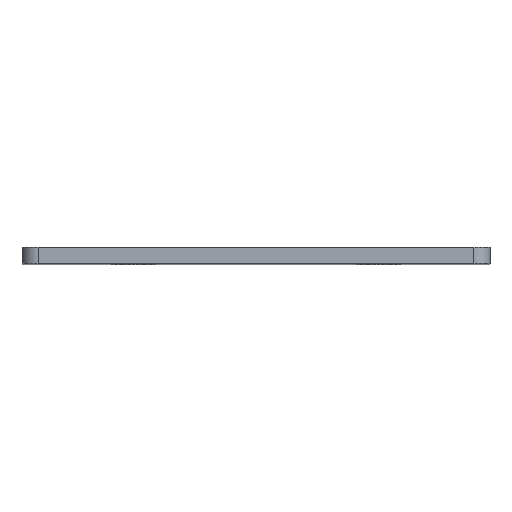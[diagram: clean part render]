
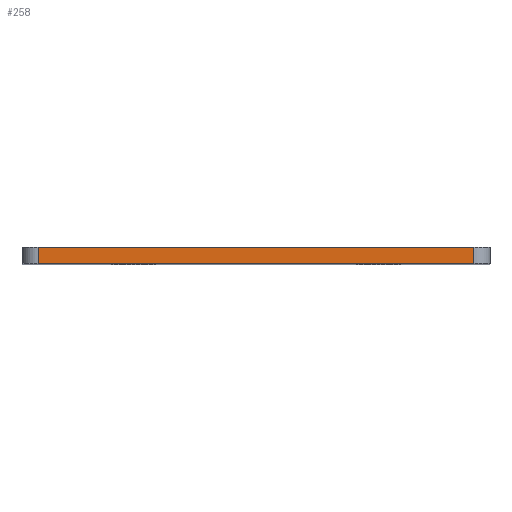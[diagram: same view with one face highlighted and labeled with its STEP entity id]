
A CAD part, top view. The second image highlights one B-rep face of the part: STEP entity #258.
In plain terms, the highlighted planar face has unit normal (0, 0, 1).
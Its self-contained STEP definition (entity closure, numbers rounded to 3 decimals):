
#14 = LINE ( 'NONE', #803, #613 ) ;
#26 = VECTOR ( 'NONE', #206, 1000. ) ;
#40 = DIRECTION ( 'NONE',  ( 1., 0., 0. ) ) ;
#46 = DIRECTION ( 'NONE',  ( 1., 0., 0. ) ) ;
#74 = EDGE_LOOP ( 'NONE', ( #603, #606, #932, #250 ) ) ;
#83 = DIRECTION ( 'NONE',  ( 0., -1., 0. ) ) ;
#112 = VECTOR ( 'NONE', #83, 1000. ) ;
#119 = CARTESIAN_POINT ( 'NONE',  ( 40., 3., 155.5 ) ) ;
#150 = VERTEX_POINT ( 'NONE', #591 ) ;
#173 = FACE_OUTER_BOUND ( 'NONE', #74, .T. ) ;
#177 = EDGE_CURVE ( 'NONE', #150, #734, #699, .T. ) ;
#206 = DIRECTION ( 'NONE',  ( 1., 0., 0. ) ) ;
#235 = CARTESIAN_POINT ( 'NONE',  ( -40., 0., 155.5 ) ) ;
#250 = ORIENTED_EDGE ( 'NONE', *, *, #527, .T. ) ;
#253 = CARTESIAN_POINT ( 'NONE',  ( -43., 0., 155.5 ) ) ;
#258 = ADVANCED_FACE ( 'NONE', ( #173 ), #408, .T. ) ;
#328 = CARTESIAN_POINT ( 'NONE',  ( -43., 0., 155.5 ) ) ;
#331 = CARTESIAN_POINT ( 'NONE',  ( 40., 0., 155.5 ) ) ;
#351 = EDGE_CURVE ( 'NONE', #354, #719, #797, .T. ) ;
#354 = VERTEX_POINT ( 'NONE', #781 ) ;
#360 = VECTOR ( 'NONE', #40, 1000. ) ;
#408 = PLANE ( 'NONE',  #473 ) ;
#465 = EDGE_CURVE ( 'NONE', #734, #719, #14, .T. ) ;
#473 = AXIS2_PLACEMENT_3D ( 'NONE', #253, #770, #46 ) ;
#527 = EDGE_CURVE ( 'NONE', #354, #150, #892, .T. ) ;
#571 = CARTESIAN_POINT ( 'NONE',  ( -43., 3., 155.5 ) ) ;
#591 = CARTESIAN_POINT ( 'NONE',  ( -40., 0., 155.5 ) ) ;
#603 = ORIENTED_EDGE ( 'NONE', *, *, #177, .T. ) ;
#606 = ORIENTED_EDGE ( 'NONE', *, *, #465, .T. ) ;
#613 = VECTOR ( 'NONE', #730, 1000. ) ;
#699 = LINE ( 'NONE', #328, #360 ) ;
#719 = VERTEX_POINT ( 'NONE', #119 ) ;
#730 = DIRECTION ( 'NONE',  ( 0., 1., 0. ) ) ;
#734 = VERTEX_POINT ( 'NONE', #331 ) ;
#770 = DIRECTION ( 'NONE',  ( 0., 0., 1. ) ) ;
#781 = CARTESIAN_POINT ( 'NONE',  ( -40., 3., 155.5 ) ) ;
#797 = LINE ( 'NONE', #571, #26 ) ;
#803 = CARTESIAN_POINT ( 'NONE',  ( 40., 0., 155.5 ) ) ;
#892 = LINE ( 'NONE', #235, #112 ) ;
#932 = ORIENTED_EDGE ( 'NONE', *, *, #351, .F. ) ;
